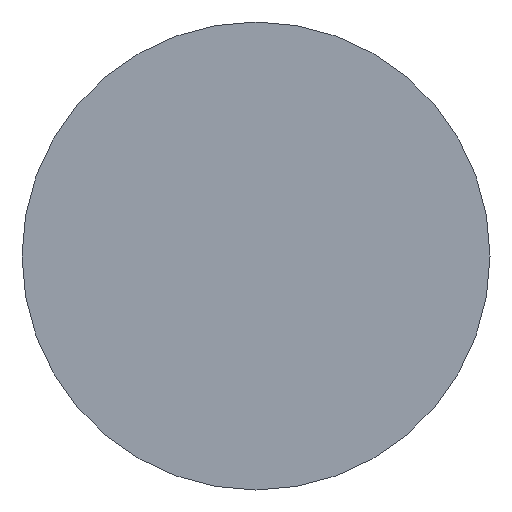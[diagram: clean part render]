
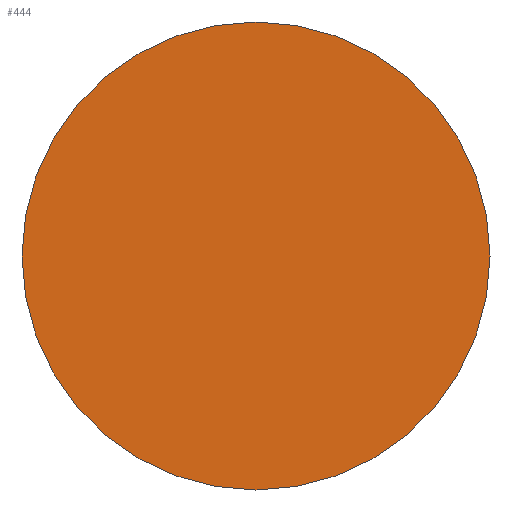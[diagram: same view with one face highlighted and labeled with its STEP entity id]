
A CAD part, front view. The second image highlights one B-rep face of the part: STEP entity #444.
In plain terms, the highlighted planar face has unit normal (0, -1, 0).
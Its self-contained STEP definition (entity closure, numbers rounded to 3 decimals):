
#18 = AXIS2_PLACEMENT_3D ( 'NONE', #496, #128, #440 ) ;
#54 = CIRCLE ( 'NONE', #510, 15. ) ;
#80 = VERTEX_POINT ( 'NONE', #642 ) ;
#114 = CIRCLE ( 'NONE', #351, 15. ) ;
#128 = DIRECTION ( 'NONE',  ( 0., 1., 0. ) ) ;
#145 = EDGE_CURVE ( 'NONE', #299, #80, #114, .T. ) ;
#172 = DIRECTION ( 'NONE',  ( 0., 0., -1. ) ) ;
#275 = PLANE ( 'NONE',  #18 ) ;
#293 = FACE_OUTER_BOUND ( 'NONE', #541, .T. ) ;
#299 = VERTEX_POINT ( 'NONE', #542 ) ;
#351 = AXIS2_PLACEMENT_3D ( 'NONE', #526, #634, #683 ) ;
#372 = DIRECTION ( 'NONE',  ( 0., -1., 0. ) ) ;
#422 = CARTESIAN_POINT ( 'NONE',  ( 0., 0., 0. ) ) ;
#440 = DIRECTION ( 'NONE',  ( 0., 0., -1. ) ) ;
#444 = ADVANCED_FACE ( 'NONE', ( #293 ), #275, .F. ) ;
#496 = CARTESIAN_POINT ( 'NONE',  ( 0., 0., 0. ) ) ;
#510 = AXIS2_PLACEMENT_3D ( 'NONE', #422, #372, #172 ) ;
#526 = CARTESIAN_POINT ( 'NONE',  ( 0., 0., 0. ) ) ;
#541 = EDGE_LOOP ( 'NONE', ( #619, #675 ) ) ;
#542 = CARTESIAN_POINT ( 'NONE',  ( 0., 0., 15. ) ) ;
#619 = ORIENTED_EDGE ( 'NONE', *, *, #145, .T. ) ;
#620 = EDGE_CURVE ( 'NONE', #80, #299, #54, .T. ) ;
#634 = DIRECTION ( 'NONE',  ( 0., -1., 0. ) ) ;
#642 = CARTESIAN_POINT ( 'NONE',  ( 0., 0., -15. ) ) ;
#675 = ORIENTED_EDGE ( 'NONE', *, *, #620, .T. ) ;
#683 = DIRECTION ( 'NONE',  ( 0., 0., -1. ) ) ;
